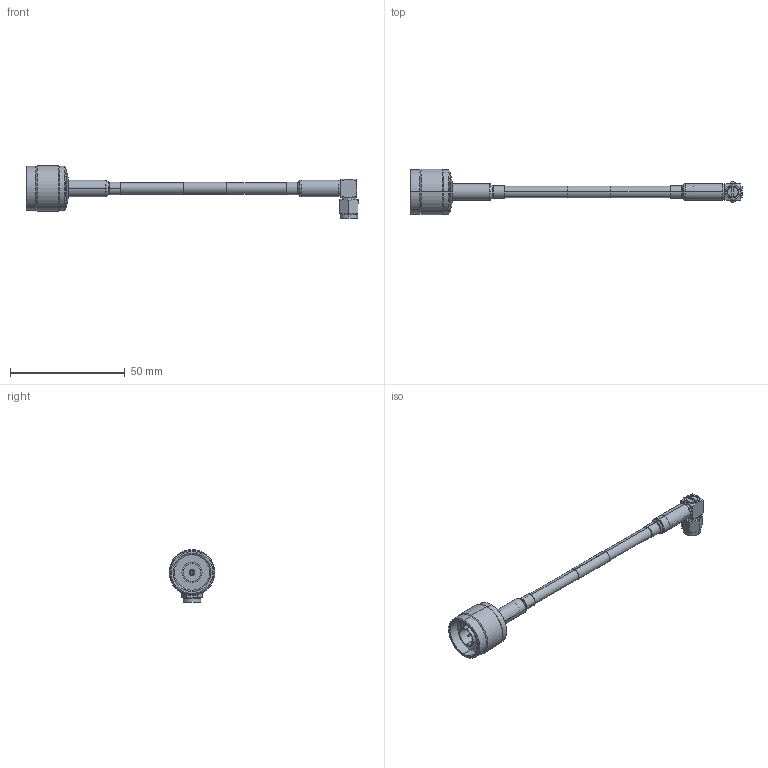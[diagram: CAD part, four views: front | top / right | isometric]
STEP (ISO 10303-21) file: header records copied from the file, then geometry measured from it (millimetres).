
FILE_DESCRIPTION (( 'STEP AP203' ), '1' );
FILE_NAME ('LCCA30666.STEP', '2020-09-25T07:02:57', ( '' ), ( '' ), 'SwSTEP 2.0', 'SolidWorks 2018', '' );
FILE_SCHEMA (( 'CONFIG_CONTROL_DESIGN' ));
Length unit declared in the file: inch
Products named in the file (15): ANM-1700_NO PIN; ASM-1710-MA4; ANM-1700-MA1; ASM-1710_Without Ferrule; ASM-1710-MA1; Part3^LCCA30666; RG58C-PROD; ANM-1700-MA2; ANM-1700; ASM-1710-MA3; ASM-1710-MA2; ANM-1700-MA3; LCCA30666; CA-195R-MA1_.195"x1"; ASM-1710-MA5
Assembly tree (15 placements, depth 3):
  LCCA30666
    RG58C-PROD
    Part3^LCCA30666
    ANM-1700
      ANM-1700_NO PIN
      ANM-1700-MA2
      ANM-1700-MA1
      ANM-1700-MA3
    CA-195R-MA1_.195"x1"  x2
    ASM-1710_Without Ferrule
      ASM-1710-MA1
      ASM-1710-MA2
      ASM-1710-MA3
      ASM-1710-MA4
      ASM-1710-MA5
Bounding box: 144.8 x 20 x 23.1 mm (x, y, z)
Volume: 6928.2 mm3; surface area: 9616.6 mm2
Topology: 13 solids, 13 shells, 306 faces, 632 edges, 373 vertices
Faces by surface type: cylinder 110, cone 110, plane 68, torus 16, sphere 2
Entity records: 9479 total; most frequent: CARTESIAN_POINT 1613, DIRECTION 1460, ORIENTED_EDGE 1168, AXIS2_PLACEMENT_3D 616, EDGE_CURVE 584, VERTEX_POINT 349, EDGE_LOOP 327, CIRCLE 312
